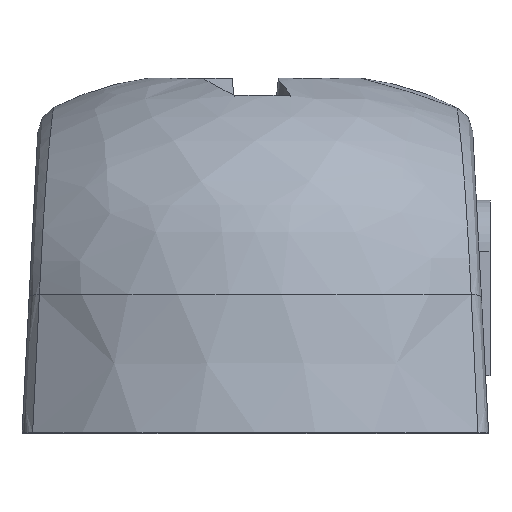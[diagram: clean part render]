
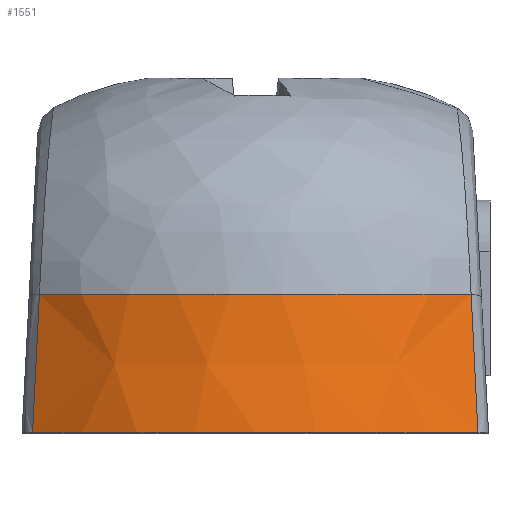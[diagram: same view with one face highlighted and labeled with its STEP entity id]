
A CAD part, top view. The second image highlights one B-rep face of the part: STEP entity #1551.
In plain terms, the highlighted conical face has half-angle 8 degrees and reference radius 22.665 mm.
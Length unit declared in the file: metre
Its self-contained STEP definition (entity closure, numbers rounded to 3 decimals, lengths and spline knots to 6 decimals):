
#12=CONICAL_SURFACE('',#1663,0.022665,0.14);
#417=CIRCLE('',#1664,0.024);
#418=CIRCLE('',#1665,0.022665);
#599=ORIENTED_EDGE('',*,*,#1029,.T.);
#600=ORIENTED_EDGE('',*,*,#904,.T.);
#601=ORIENTED_EDGE('',*,*,#1030,.F.);
#602=ORIENTED_EDGE('',*,*,#899,.T.);
#899=EDGE_CURVE('',#1125,#1127,#1282,.T.);
#904=EDGE_CURVE('',#1130,#1132,#1284,.T.);
#1029=EDGE_CURVE('',#1127,#1130,#417,.T.);
#1030=EDGE_CURVE('',#1125,#1132,#418,.T.);
#1125=VERTEX_POINT('',#2293);
#1127=VERTEX_POINT('',#2419);
#1130=VERTEX_POINT('',#2458);
#1132=VERTEX_POINT('',#2462);
#1282=B_SPLINE_CURVE_WITH_KNOTS('',3,(#2421,#2422,#2423,#2424,#2425,#2426,
#2427),.UNSPECIFIED.,.F.,.F.,(4,3,4),(0.,0.004,0.009607),
 .UNSPECIFIED.);
#1284=B_SPLINE_CURVE_WITH_KNOTS('',3,(#2463,#2464,#2465,#2466,#2467,#2468,
#2469),.UNSPECIFIED.,.F.,.F.,(4,3,4),(0.,0.004,0.009607),
 .UNSPECIFIED.);
#1349=EDGE_LOOP('',(#599,#600,#601,#602));
#1447=FACE_BOUND('',#1349,.T.);
#1551=ADVANCED_FACE('',(#1447),#12,.T.);
#1663=AXIS2_PLACEMENT_3D('',#3293,#1899,#1900);
#1664=AXIS2_PLACEMENT_3D('',#3294,#1901,#1902);
#1665=AXIS2_PLACEMENT_3D('',#3295,#1903,#1904);
#1899=DIRECTION('',(0.,-1.,0.));
#1900=DIRECTION('',(0.,0.,-1.));
#1901=DIRECTION('',(0.,1.,0.));
#1902=DIRECTION('',(0.,0.,1.));
#1903=DIRECTION('',(0.,1.,0.));
#1904=DIRECTION('',(0.,0.,1.));
#2293=CARTESIAN_POINT('',(-0.014808,-0.015,0.017159));
#2419=CARTESIAN_POINT('',(-0.015272,-0.0245,0.018514));
#2421=CARTESIAN_POINT('',(-0.014808,-0.015,0.017159));
#2422=CARTESIAN_POINT('',(-0.014872,-0.016318,0.017348));
#2423=CARTESIAN_POINT('',(-0.014936,-0.017637,0.017537));
#2424=CARTESIAN_POINT('',(-0.015001,-0.018955,0.017725));
#2425=CARTESIAN_POINT('',(-0.015091,-0.020803,0.017989));
#2426=CARTESIAN_POINT('',(-0.015181,-0.022652,0.018252));
#2427=CARTESIAN_POINT('',(-0.015272,-0.0245,0.018514));
#2458=CARTESIAN_POINT('',(0.015272,-0.0245,0.018514));
#2462=CARTESIAN_POINT('',(0.014808,-0.015,0.017159));
#2463=CARTESIAN_POINT('',(0.015272,-0.0245,0.018514));
#2464=CARTESIAN_POINT('',(0.015207,-0.023181,0.018327));
#2465=CARTESIAN_POINT('',(0.015143,-0.021863,0.01814));
#2466=CARTESIAN_POINT('',(0.015078,-0.020544,0.017952));
#2467=CARTESIAN_POINT('',(0.014988,-0.018696,0.017689));
#2468=CARTESIAN_POINT('',(0.014898,-0.016848,0.017424));
#2469=CARTESIAN_POINT('',(0.014808,-0.015,0.017159));
#3293=CARTESIAN_POINT('',(0.,-0.015,0.));
#3294=CARTESIAN_POINT('',(0.,-0.0245,0.));
#3295=CARTESIAN_POINT('',(0.,-0.015,0.));
